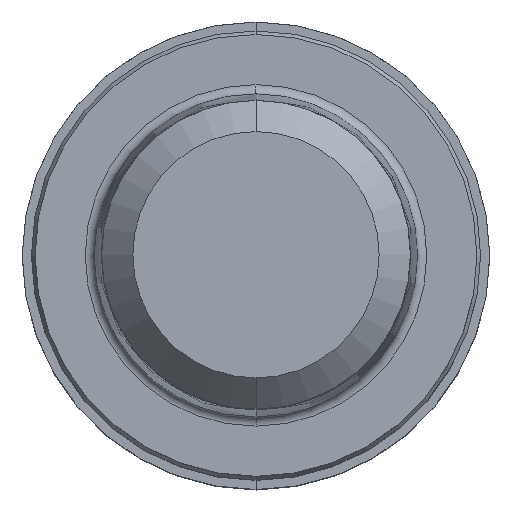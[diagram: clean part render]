
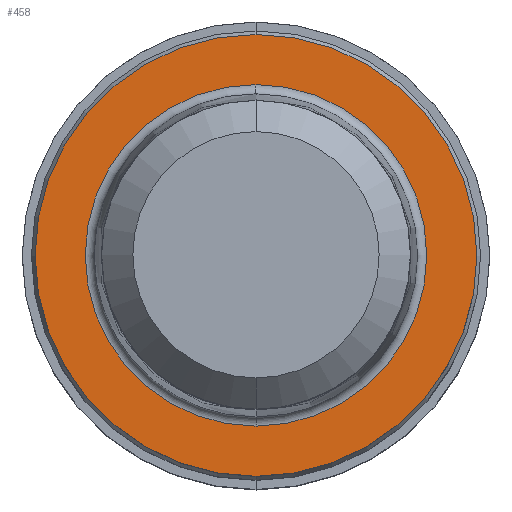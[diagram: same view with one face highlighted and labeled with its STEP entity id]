
A CAD part, top view. The second image highlights one B-rep face of the part: STEP entity #458.
In plain terms, the highlighted planar face has unit normal (0, 0, 1).
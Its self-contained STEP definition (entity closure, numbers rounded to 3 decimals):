
#234=VERTEX_POINT('',#545);
#292=EDGE_CURVE('',#342,#234,#612,.T.);
#328=EDGE_CURVE('',#234,#342,#653,.T.);
#342=VERTEX_POINT('',#668);
#370=EDGE_CURVE('',#434,#380,#703,.T.);
#380=VERTEX_POINT('',#713);
#400=EDGE_CURVE('',#380,#434,#737,.T.);
#434=VERTEX_POINT('',#772);
#458=ADVANCED_FACE('',(#800,#801),#802,.T.);
#545=CARTESIAN_POINT('',(0.0,9.275,0.01));
#612=CIRCLE('',#988,9.275);
#653=CIRCLE('',#1043,9.275);
#668=CARTESIAN_POINT('',(0.,-9.275,0.01));
#703=CIRCLE('',#1102,12.0);
#713=CARTESIAN_POINT('',(0.,-12.0,0.01));
#737=CIRCLE('',#1145,12.0);
#772=CARTESIAN_POINT('',(0.0,12.0,0.01));
#800=FACE_OUTER_BOUND('',#1223,.T.);
#801=FACE_BOUND('',#1224,.T.);
#802=PLANE('',#1225);
#988=AXIS2_PLACEMENT_3D('',#1398,#1399,#1400);
#1043=AXIS2_PLACEMENT_3D('',#1456,#1457,#1458);
#1102=AXIS2_PLACEMENT_3D('',#1527,#1528,#1529);
#1145=AXIS2_PLACEMENT_3D('',#1568,#1569,#1570);
#1223=EDGE_LOOP('',(#1644,#1645));
#1224=EDGE_LOOP('',(#1646,#1647));
#1225=AXIS2_PLACEMENT_3D('',#1648,#1649,#1650);
#1398=CARTESIAN_POINT('',(0.0,0.0,0.01));
#1399=DIRECTION('',(0.0,0.0,-1.0));
#1400=DIRECTION('',(0.0,1.0,0.0));
#1456=CARTESIAN_POINT('',(0.0,0.0,0.01));
#1457=DIRECTION('',(0.0,0.0,-1.0));
#1458=DIRECTION('',(0.0,1.0,0.0));
#1527=CARTESIAN_POINT('',(0.0,0.0,0.01));
#1528=DIRECTION('',(0.0,0.0,-1.0));
#1529=DIRECTION('',(0.0,1.0,0.0));
#1568=CARTESIAN_POINT('',(0.0,0.0,0.01));
#1569=DIRECTION('',(0.0,0.0,-1.0));
#1570=DIRECTION('',(0.0,1.0,0.0));
#1644=ORIENTED_EDGE('',*,*,#370,.F.);
#1645=ORIENTED_EDGE('',*,*,#400,.F.);
#1646=ORIENTED_EDGE('',*,*,#328,.T.);
#1647=ORIENTED_EDGE('',*,*,#292,.T.);
#1648=CARTESIAN_POINT('',(0.0,6.0,0.01));
#1649=DIRECTION('',(-0.0,0.0,1.0));
#1650=DIRECTION('',(0.0,-1.0,0.0));
